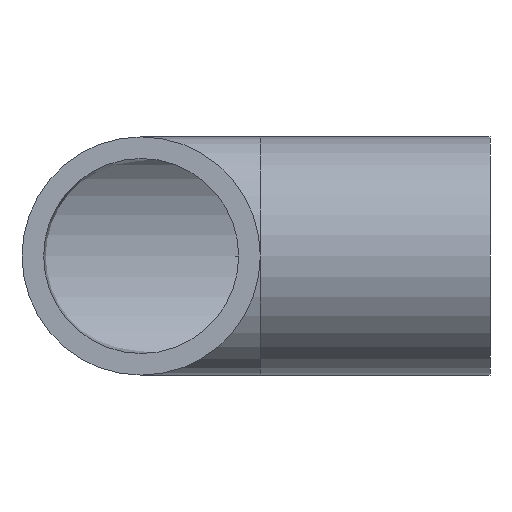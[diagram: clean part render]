
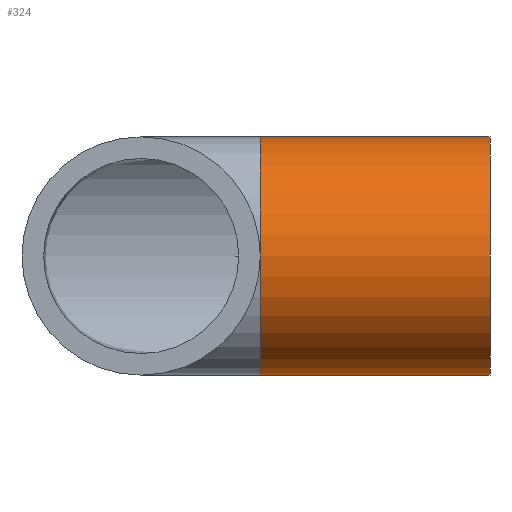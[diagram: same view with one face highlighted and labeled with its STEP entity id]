
A CAD part, front view. The second image highlights one B-rep face of the part: STEP entity #324.
In plain terms, the highlighted cylindrical face has radius 55 mm (diameter 110 mm), a partial arc.
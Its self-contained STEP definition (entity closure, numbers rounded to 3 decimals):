
#6 = LINE ( 'NONE', #192, #175 ) ;
#15 = EDGE_CURVE ( 'NONE', #171, #317, #375, .T. ) ;
#30 = EDGE_CURVE ( 'NONE', #317, #39, #212, .T. ) ;
#39 = VERTEX_POINT ( 'NONE', #484 ) ;
#51 = CARTESIAN_POINT ( 'NONE',  ( 55., 161., 0. ) ) ;
#62 = CARTESIAN_POINT ( 'NONE',  ( 55., 161., 55. ) ) ;
#80 = CARTESIAN_POINT ( 'NONE',  ( 55., 161., 0. ) ) ;
#82 = CARTESIAN_POINT ( 'NONE',  ( 55., 161., 0. ) ) ;
#91 = CARTESIAN_POINT ( 'NONE',  ( 161., 161., -55. ) ) ;
#95 = CARTESIAN_POINT ( 'NONE',  ( 55., 106., 0. ) ) ;
#101 = ORIENTED_EDGE ( 'NONE', *, *, #30, .T. ) ;
#104 = AXIS2_PLACEMENT_3D ( 'NONE', #319, #443, #106 ) ;
#105 = CIRCLE ( 'NONE', #104, 55. ) ;
#106 = DIRECTION ( 'NONE',  ( 0., 0., 1. ) ) ;
#132 = VECTOR ( 'NONE', #243, 1000. ) ;
#140 = AXIS2_PLACEMENT_3D ( 'NONE', #51, #234, #371 ) ;
#149 = ORIENTED_EDGE ( 'NONE', *, *, #201, .F. ) ;
#150 = EDGE_CURVE ( 'NONE', #39, #286, #6, .T. ) ;
#166 = AXIS2_PLACEMENT_3D ( 'NONE', #82, #261, #390 ) ;
#171 = VERTEX_POINT ( 'NONE', #376 ) ;
#175 = VECTOR ( 'NONE', #344, 1000. ) ;
#180 = EDGE_CURVE ( 'NONE', #171, #470, #406, .T. ) ;
#192 = CARTESIAN_POINT ( 'NONE',  ( 55., 161., -55. ) ) ;
#201 = EDGE_CURVE ( 'NONE', #470, #286, #105, .T. ) ;
#212 = CIRCLE ( 'NONE', #166, 55. ) ;
#233 = EDGE_LOOP ( 'NONE', ( #404, #281, #101, #315, #149 ) ) ;
#234 = DIRECTION ( 'NONE',  ( 1., 0., 0. ) ) ;
#243 = DIRECTION ( 'NONE',  ( 1., 0., 0. ) ) ;
#260 = DIRECTION ( 'NONE',  ( 1., 0., 0. ) ) ;
#261 = DIRECTION ( 'NONE',  ( 1., 0., 0. ) ) ;
#276 = FACE_OUTER_BOUND ( 'NONE', #233, .T. ) ;
#281 = ORIENTED_EDGE ( 'NONE', *, *, #15, .T. ) ;
#286 = VERTEX_POINT ( 'NONE', #91 ) ;
#315 = ORIENTED_EDGE ( 'NONE', *, *, #150, .T. ) ;
#317 = VERTEX_POINT ( 'NONE', #95 ) ;
#319 = CARTESIAN_POINT ( 'NONE',  ( 161., 161., 0. ) ) ;
#324 = ADVANCED_FACE ( 'NONE', ( #276 ), #399, .T. ) ;
#344 = DIRECTION ( 'NONE',  ( 1., 0., 0. ) ) ;
#361 = AXIS2_PLACEMENT_3D ( 'NONE', #80, #260, #388 ) ;
#371 = DIRECTION ( 'NONE',  ( 0., 0., -1. ) ) ;
#375 = CIRCLE ( 'NONE', #361, 55. ) ;
#376 = CARTESIAN_POINT ( 'NONE',  ( 55., 161., 55. ) ) ;
#388 = DIRECTION ( 'NONE',  ( 0., 0., 1. ) ) ;
#390 = DIRECTION ( 'NONE',  ( 0., 0., 1. ) ) ;
#399 = CYLINDRICAL_SURFACE ( 'NONE', #140, 55. ) ;
#402 = CARTESIAN_POINT ( 'NONE',  ( 161., 161., 55. ) ) ;
#404 = ORIENTED_EDGE ( 'NONE', *, *, #180, .F. ) ;
#406 = LINE ( 'NONE', #62, #132 ) ;
#443 = DIRECTION ( 'NONE',  ( 1., 0., 0. ) ) ;
#470 = VERTEX_POINT ( 'NONE', #402 ) ;
#484 = CARTESIAN_POINT ( 'NONE',  ( 55., 161., -55. ) ) ;
